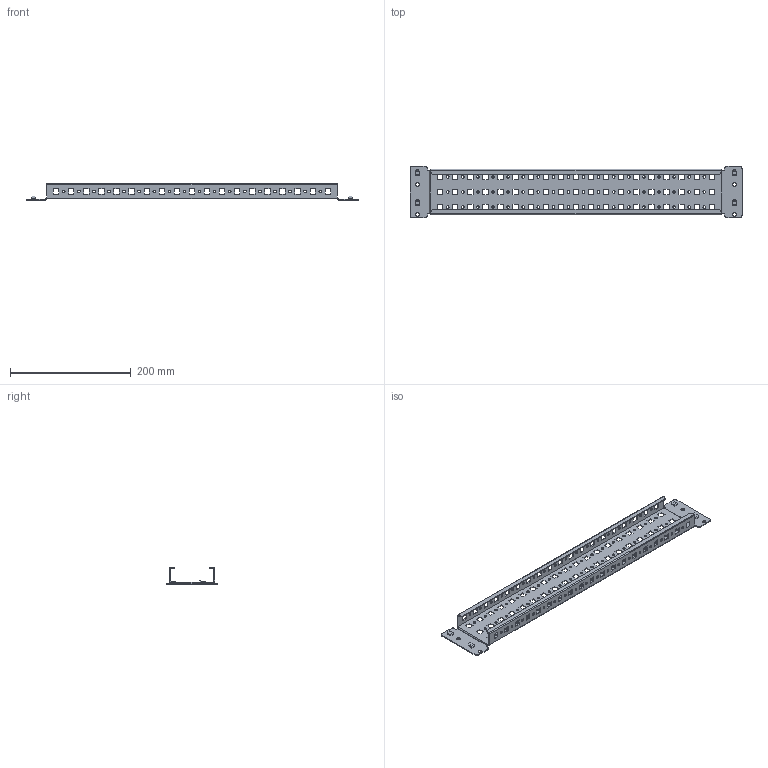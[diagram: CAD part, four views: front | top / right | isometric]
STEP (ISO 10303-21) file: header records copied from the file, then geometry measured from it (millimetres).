
FILE_DESCRIPTION (( 'STEP AP203' ), '1' );
FILE_NAME ('Wide side traverse R5PDL 600.STEP', '2011-01-20T12:34:21', ( 'User' ), ( 'DKC' ), 'SwSTEP 2.0', 'SolidWorks 2010', '' );
FILE_SCHEMA (( 'CONFIG_CONTROL_DESIGN' ));
Length unit declared in the file: millimetre
Products named in the file (1): Wide side traverse R5PDL 600
Bounding box: 550.02 x 85 x 27 mm (x, y, z)
Volume: 93222.6 mm3; surface area: 133775.7 mm2
Topology: 1 solids, 1 shells, 826 faces, 2320 edges, 1496 vertices
Faces by surface type: plane 554, cylinder 272
Entity records: 27249 total; most frequent: CARTESIAN_POINT 4643, ORIENTED_EDGE 4640, DIRECTION 4526, EDGE_CURVE 2320, VECTOR 1768, LINE 1768, VERTEX_POINT 1496, AXIS2_PLACEMENT_3D 1379
